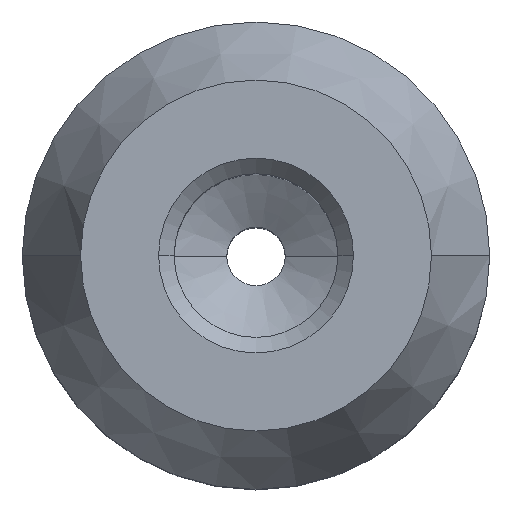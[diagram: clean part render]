
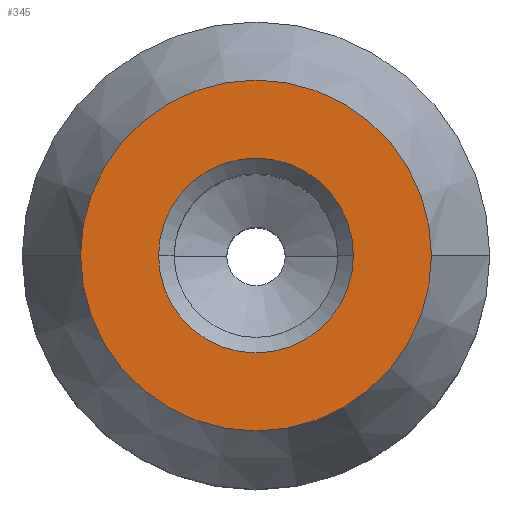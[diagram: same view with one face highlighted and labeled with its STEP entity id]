
A CAD part, top view. The second image highlights one B-rep face of the part: STEP entity #345.
In plain terms, the highlighted planar face has unit normal (0, 0, 1).
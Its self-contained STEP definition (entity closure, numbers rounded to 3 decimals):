
#6 = DIRECTION ( 'NONE',  ( 0., 0., 1. ) ) ;
#20 = DIRECTION ( 'NONE',  ( 0., 0., -1. ) ) ;
#34 = AXIS2_PLACEMENT_3D ( 'NONE', #70, #20, #583 ) ;
#70 = CARTESIAN_POINT ( 'NONE',  ( 0., 0., 23.5 ) ) ;
#80 = CARTESIAN_POINT ( 'NONE',  ( -4.504, 0., 23.5 ) ) ;
#89 = CARTESIAN_POINT ( 'NONE',  ( 0., 0., 23.5 ) ) ;
#107 = DIRECTION ( 'NONE',  ( 1., 0., 0. ) ) ;
#124 = ORIENTED_EDGE ( 'NONE', *, *, #220, .F. ) ;
#127 = CIRCLE ( 'NONE', #34, 4.504 ) ;
#148 = EDGE_CURVE ( 'NONE', #179, #344, #393, .T. ) ;
#163 = AXIS2_PLACEMENT_3D ( 'NONE', #326, #6, #609 ) ;
#179 = VERTEX_POINT ( 'NONE', #437 ) ;
#193 = EDGE_CURVE ( 'NONE', #346, #558, #127, .T. ) ;
#204 = DIRECTION ( 'NONE',  ( -1., 0., 0. ) ) ;
#217 = CARTESIAN_POINT ( 'NONE',  ( 0., 0., 23.5 ) ) ;
#220 = EDGE_CURVE ( 'NONE', #558, #346, #670, .T. ) ;
#234 = AXIS2_PLACEMENT_3D ( 'NONE', #217, #256, #204 ) ;
#250 = PLANE ( 'NONE',  #163 ) ;
#253 = DIRECTION ( 'NONE',  ( 0., 0., -1. ) ) ;
#256 = DIRECTION ( 'NONE',  ( 0., 0., -1. ) ) ;
#259 = DIRECTION ( 'NONE',  ( 1., 0., 0. ) ) ;
#264 = AXIS2_PLACEMENT_3D ( 'NONE', #89, #597, #107 ) ;
#304 = EDGE_LOOP ( 'NONE', ( #504, #562 ) ) ;
#326 = CARTESIAN_POINT ( 'NONE',  ( 0., 0., 23.5 ) ) ;
#344 = VERTEX_POINT ( 'NONE', #458 ) ;
#345 = ADVANCED_FACE ( 'NONE', ( #569, #390 ), #250, .T. ) ;
#346 = VERTEX_POINT ( 'NONE', #428 ) ;
#371 = CARTESIAN_POINT ( 'NONE',  ( 0., 0., 23.5 ) ) ;
#390 = FACE_OUTER_BOUND ( 'NONE', #529, .T. ) ;
#391 = EDGE_CURVE ( 'NONE', #344, #179, #608, .T. ) ;
#393 = CIRCLE ( 'NONE', #646, 2.5 ) ;
#428 = CARTESIAN_POINT ( 'NONE',  ( 4.504, 0., 23.5 ) ) ;
#437 = CARTESIAN_POINT ( 'NONE',  ( -2.5, 0., 23.5 ) ) ;
#458 = CARTESIAN_POINT ( 'NONE',  ( 2.5, 0., 23.5 ) ) ;
#504 = ORIENTED_EDGE ( 'NONE', *, *, #391, .T. ) ;
#529 = EDGE_LOOP ( 'NONE', ( #124, #663 ) ) ;
#558 = VERTEX_POINT ( 'NONE', #80 ) ;
#562 = ORIENTED_EDGE ( 'NONE', *, *, #148, .T. ) ;
#569 = FACE_BOUND ( 'NONE', #304, .T. ) ;
#583 = DIRECTION ( 'NONE',  ( -1., 0., 0. ) ) ;
#597 = DIRECTION ( 'NONE',  ( 0., 0., -1. ) ) ;
#608 = CIRCLE ( 'NONE', #264, 2.5 ) ;
#609 = DIRECTION ( 'NONE',  ( 1., 0., 0. ) ) ;
#646 = AXIS2_PLACEMENT_3D ( 'NONE', #371, #253, #259 ) ;
#663 = ORIENTED_EDGE ( 'NONE', *, *, #193, .F. ) ;
#670 = CIRCLE ( 'NONE', #234, 4.504 ) ;
